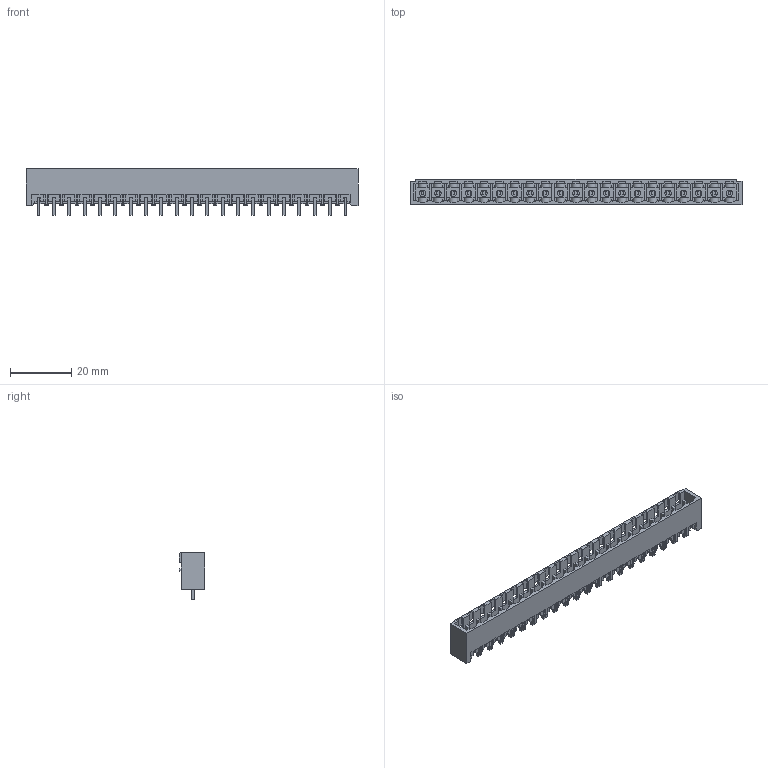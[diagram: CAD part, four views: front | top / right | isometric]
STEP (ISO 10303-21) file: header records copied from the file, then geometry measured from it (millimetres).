
FILE_DESCRIPTION(('CATIA V5 STEP Exchange','CAx-IF Rec.Pracs.--- Model Styling and Organization---1.2---2011-12-15'),'2;1');
FILE_NAME ('D1457152_0_1841350000_1841350000.stp','2018-04-11T11:14:48+00:00',('none'),('Weidmueller'),'CATIA Version 5-6 Release 2014','CATIA V5 STEP AP214','none');
FILE_SCHEMA(('AUTOMOTIVE_DESIGN { 1 0 10303 214 1 1 1 1 }'));
Length unit declared in the file: millimetre
Products named in the file (1): 1841350000
Bounding box: 108.2 x 8.43 x 15.2 mm (x, y, z)
Volume: 3826.4 mm3; surface area: 9332.9 mm2
Topology: 22 solids, 22 shells, 1441 faces, 4402 edges, 2965 vertices
Faces by surface type: plane 1216, cylinder 187, extrusion 38
Entity records: 46056 total; most frequent: CARTESIAN_POINT 9681, ORIENTED_EDGE 8804, DIRECTION 5608, EDGE_CURVE 4402, VECTOR 3669, LINE 3631, VERTEX_POINT 2965, EDGE_LOOP 1485
